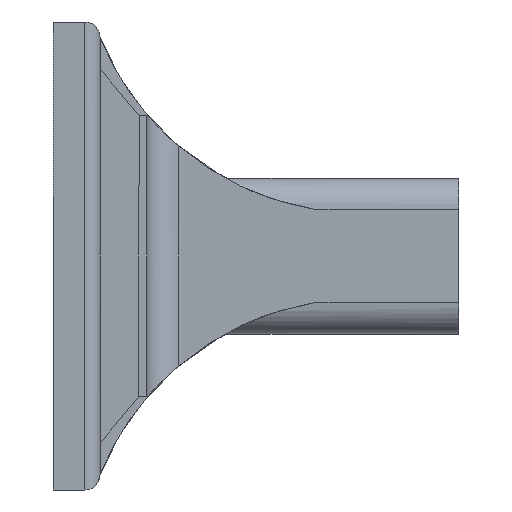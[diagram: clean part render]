
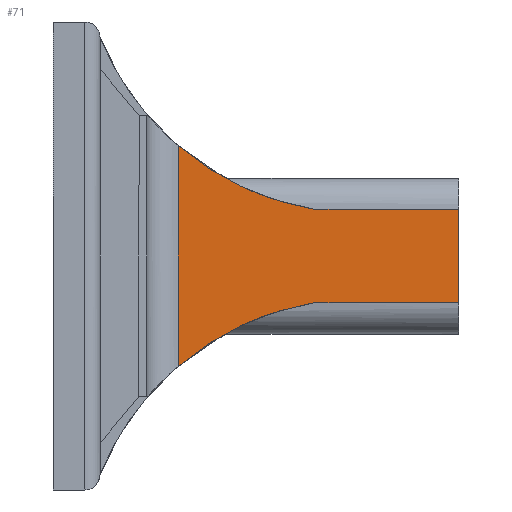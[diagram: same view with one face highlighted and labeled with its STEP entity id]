
A CAD part, left-side view. The second image highlights one B-rep face of the part: STEP entity #71.
In plain terms, the highlighted planar face has unit normal (-1, 0, 0).
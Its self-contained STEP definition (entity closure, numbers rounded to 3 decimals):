
#71 = ADVANCED_FACE ( 'NONE', ( #486 ), #1846, .F. ) ;
#295 = DIRECTION ( 'NONE',  ( 1., 0., 0. ) ) ;
#427 = DIRECTION ( 'NONE',  ( 0., 0., -1. ) ) ;
#466 = ORIENTED_EDGE ( 'NONE', *, *, #2444, .F. ) ;
#486 = FACE_OUTER_BOUND ( 'NONE', #3361, .T. ) ;
#564 = ORIENTED_EDGE ( 'NONE', *, *, #2800, .T. ) ;
#882 = CARTESIAN_POINT ( 'NONE',  ( -69., -16.712, -3. ) ) ;
#1001 = VERTEX_POINT ( 'NONE', #2784 ) ;
#1155 = EDGE_CURVE ( 'NONE', #1221, #4392, #1341, .T. ) ;
#1189 = ORIENTED_EDGE ( 'NONE', *, *, #1155, .F. ) ;
#1221 = VERTEX_POINT ( 'NONE', #1652 ) ;
#1249 = LINE ( 'NONE', #3446, #5501 ) ;
#1333 = VERTEX_POINT ( 'NONE', #1533 ) ;
#1341 = LINE ( 'NONE', #2629, #4559 ) ;
#1391 = VECTOR ( 'NONE', #2973, 1000. ) ;
#1407 = LINE ( 'NONE', #4387, #1934 ) ;
#1431 = DIRECTION ( 'NONE',  ( 0., 0., 1. ) ) ;
#1480 = ORIENTED_EDGE ( 'NONE', *, *, #2559, .F. ) ;
#1509 = DIRECTION ( 'NONE',  ( 0., 0., -1. ) ) ;
#1533 = CARTESIAN_POINT ( 'NONE',  ( -69., -8., -7.079 ) ) ;
#1652 = CARTESIAN_POINT ( 'NONE',  ( -69., -26., 3. ) ) ;
#1666 = DIRECTION ( 'NONE',  ( 1., 0., 0. ) ) ;
#1846 = PLANE ( 'NONE',  #3635 ) ;
#1854 = EDGE_CURVE ( 'NONE', #3483, #1221, #1249, .T. ) ;
#1934 = VECTOR ( 'NONE', #1431, 1000. ) ;
#2075 = EDGE_CURVE ( 'NONE', #3483, #1001, #4667, .T. ) ;
#2444 = EDGE_CURVE ( 'NONE', #4392, #5219, #5144, .T. ) ;
#2559 = EDGE_CURVE ( 'NONE', #1333, #1001, #1407, .T. ) ;
#2611 = DIRECTION ( 'NONE',  ( 1., 0., 0. ) ) ;
#2629 = CARTESIAN_POINT ( 'NONE',  ( -69., -26., 0. ) ) ;
#2784 = CARTESIAN_POINT ( 'NONE',  ( -69., -8., 7.079 ) ) ;
#2800 = EDGE_CURVE ( 'NONE', #1333, #5219, #3562, .T. ) ;
#2973 = DIRECTION ( 'NONE',  ( 0., 1., 0. ) ) ;
#3303 = AXIS2_PLACEMENT_3D ( 'NONE', #3662, #295, #1509 ) ;
#3361 = EDGE_LOOP ( 'NONE', ( #564, #466, #1189, #4198, #4855, #1480 ) ) ;
#3446 = CARTESIAN_POINT ( 'NONE',  ( -69., -12.255, 3. ) ) ;
#3483 = VERTEX_POINT ( 'NONE', #3767 ) ;
#3562 = CIRCLE ( 'NONE', #4572, 18.09 ) ;
#3635 = AXIS2_PLACEMENT_3D ( 'NONE', #3936, #2611, #5330 ) ;
#3662 = CARTESIAN_POINT ( 'NONE',  ( -69., -19.75, 20.833 ) ) ;
#3767 = CARTESIAN_POINT ( 'NONE',  ( -69., -16.712, 3. ) ) ;
#3884 = DIRECTION ( 'NONE',  ( 0., -1., 0. ) ) ;
#3936 = CARTESIAN_POINT ( 'NONE',  ( -69., -12.255, 0. ) ) ;
#4198 = ORIENTED_EDGE ( 'NONE', *, *, #1854, .F. ) ;
#4387 = CARTESIAN_POINT ( 'NONE',  ( -69., -8., 0. ) ) ;
#4392 = VERTEX_POINT ( 'NONE', #5604 ) ;
#4559 = VECTOR ( 'NONE', #5254, 1000. ) ;
#4572 = AXIS2_PLACEMENT_3D ( 'NONE', #5568, #1666, #427 ) ;
#4615 = CARTESIAN_POINT ( 'NONE',  ( -69., -19.127, -3. ) ) ;
#4667 = CIRCLE ( 'NONE', #3303, 18.09 ) ;
#4855 = ORIENTED_EDGE ( 'NONE', *, *, #2075, .T. ) ;
#5144 = LINE ( 'NONE', #4615, #1391 ) ;
#5219 = VERTEX_POINT ( 'NONE', #882 ) ;
#5254 = DIRECTION ( 'NONE',  ( 0., 0., -1. ) ) ;
#5330 = DIRECTION ( 'NONE',  ( 0., 0., -1. ) ) ;
#5501 = VECTOR ( 'NONE', #3884, 1000. ) ;
#5568 = CARTESIAN_POINT ( 'NONE',  ( -69., -19.75, -20.833 ) ) ;
#5604 = CARTESIAN_POINT ( 'NONE',  ( -69., -26., -3. ) ) ;
